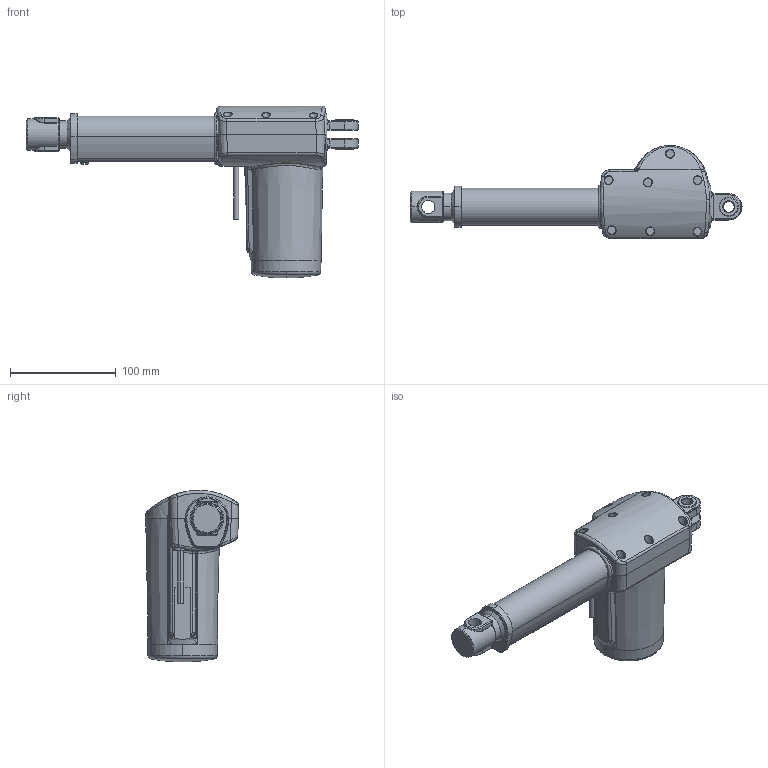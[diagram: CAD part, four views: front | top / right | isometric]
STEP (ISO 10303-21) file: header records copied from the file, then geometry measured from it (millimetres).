
FILE_DESCRIPTION (( 'STEP AP203' ), '1' );
FILE_NAME ('TA23.STEP', '2018-01-12T09:44:10', ( '' ), ( '' ), 'SwSTEP 2.0', 'SolidWorks 2015', '' );
FILE_SCHEMA (( 'CONFIG_CONTROL_DESIGN' ));
Length unit declared in the file: millimetre
Products named in the file (1): TA23
Bounding box: 313.8 x 88.04 x 162.17 mm (x, y, z)
Volume: 1033914.5 mm3; surface area: 103365.2 mm2
Topology: 3 solids, 4 shells, 358 faces, 849 edges, 498 vertices
Faces by surface type: bspline 115, cylinder 105, plane 69, torus 34, cone 33, sphere 2
Entity records: 17596 total; most frequent: CARTESIAN_POINT 10171, ORIENTED_EDGE 1662, DIRECTION 1351, EDGE_CURVE 831, AXIS2_PLACEMENT_3D 562, VERTEX_POINT 498, EDGE_LOOP 381, FACE_OUTER_BOUND 358
